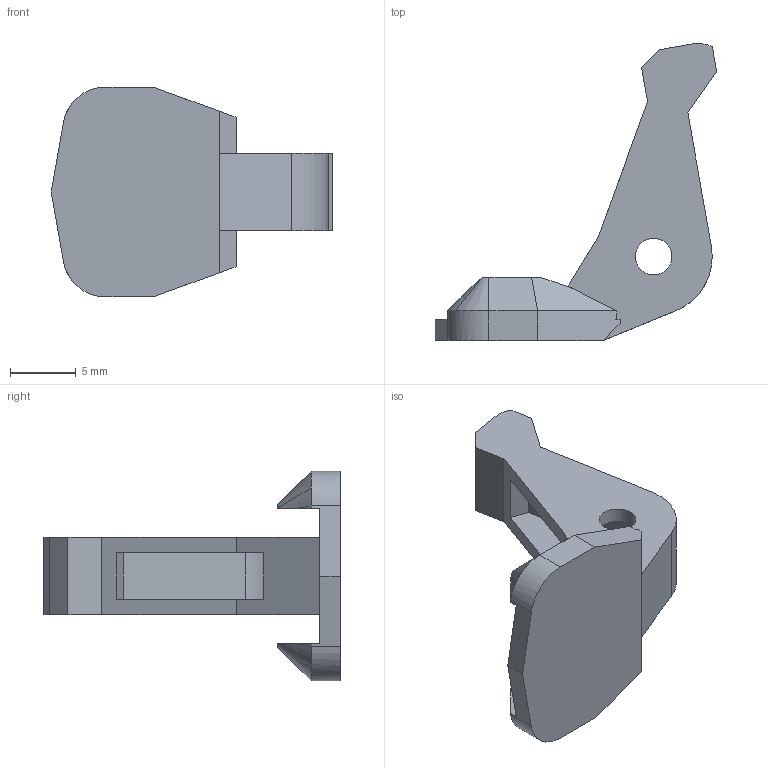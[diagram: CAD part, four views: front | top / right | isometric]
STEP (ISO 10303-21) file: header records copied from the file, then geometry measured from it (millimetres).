
FILE_DESCRIPTION(/* description */ (''),/* implementation_level */ '2;1');
FILE_NAME(/* name */ 'MAG_RELEASE[1.1].step',/* time_stamp */ '2021-03-01T09:32:44-05:00',/* author */ (''),/* organization */ (''),/* preprocessor_version */ 'ST-DEVELOPER v18.1',/* originating_system */ 'Autodesk Translation Framework v9.7.0.1280',/* authorisation */ '');
FILE_SCHEMA (('AUTOMOTIVE_DESIGN { 1 0 10303 214 3 1 1 }'));
Length unit declared in the file: millimetre
Products named in the file (1): MAG_RELEASE[1.1]
Bounding box: 21.33 x 22.5 x 15.88 mm (x, y, z)
Volume: 993.2 mm3; surface area: 1263 mm2
Topology: 1 solids, 1 shells, 51 faces, 137 edges, 88 vertices
Faces by surface type: plane 40, cylinder 7, cone 2, bspline 2
Full cylindrical faces by diameter (mm): 2.778 x2
Entity records: 1648 total; most frequent: CARTESIAN_POINT 331, ORIENTED_EDGE 274, DIRECTION 249, EDGE_CURVE 137, LINE 117, VECTOR 117, VERTEX_POINT 88, AXIS2_PLACEMENT_3D 66
